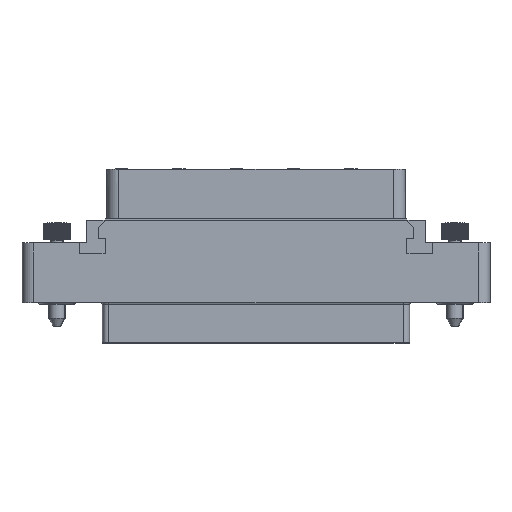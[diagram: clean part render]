
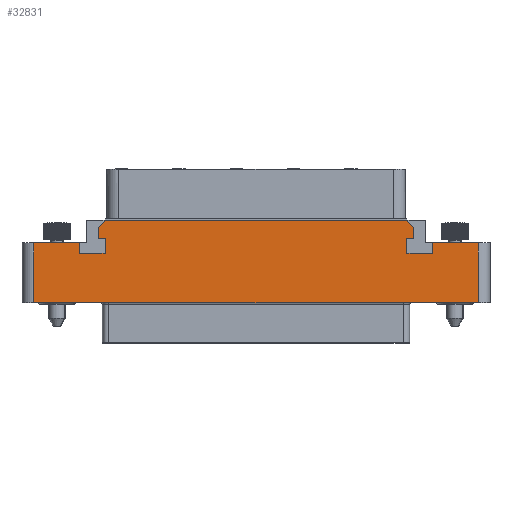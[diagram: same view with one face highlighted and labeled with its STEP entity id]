
A CAD part, top view. The second image highlights one B-rep face of the part: STEP entity #32831.
In plain terms, the highlighted planar face has unit normal (0, 0, 1).
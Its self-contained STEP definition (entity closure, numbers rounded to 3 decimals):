
#3540=DIRECTION('',(0.,-1.,0.));
#3541=VECTOR('',#3540,1.8);
#3542=CARTESIAN_POINT('',(-30.2,10.2,7.));
#3543=LINE('',#3542,#3541);
#3544=DIRECTION('',(1.,0.,0.));
#3545=VECTOR('',#3544,4.4);
#3546=CARTESIAN_POINT('',(-30.2,8.4,7.));
#3547=LINE('',#3546,#3545);
#3548=DIRECTION('',(0.,1.,0.));
#3549=VECTOR('',#3548,2.6);
#3550=CARTESIAN_POINT('',(-25.8,8.4,7.));
#3551=LINE('',#3550,#3549);
#3552=DIRECTION('',(-1.,0.,0.));
#3553=VECTOR('',#3552,1.2);
#3554=CARTESIAN_POINT('',(-25.8,11.,7.));
#3555=LINE('',#3554,#3553);
#3556=DIRECTION('',(0.,1.,0.));
#3557=VECTOR('',#3556,1.9);
#3558=CARTESIAN_POINT('',(-27.,11.,7.));
#3559=LINE('',#3558,#3557);
#3560=DIRECTION('',(0.707,0.707,0.));
#3561=VECTOR('',#3560,1.697);
#3562=CARTESIAN_POINT('',(-27.,12.9,7.));
#3563=LINE('',#3562,#3561);
#3564=DIRECTION('',(1.,0.,0.));
#3565=VECTOR('',#3564,51.6);
#3566=CARTESIAN_POINT('',(-25.8,14.1,7.));
#3567=LINE('',#3566,#3565);
#3568=DIRECTION('',(-0.707,0.707,0.));
#3569=VECTOR('',#3568,1.697);
#3570=CARTESIAN_POINT('',(27.,12.9,7.));
#3571=LINE('',#3570,#3569);
#3572=DIRECTION('',(0.,1.,0.));
#3573=VECTOR('',#3572,1.9);
#3574=CARTESIAN_POINT('',(27.,11.,7.));
#3575=LINE('',#3574,#3573);
#3576=DIRECTION('',(1.,0.,0.));
#3577=VECTOR('',#3576,1.2);
#3578=CARTESIAN_POINT('',(25.8,11.,7.));
#3579=LINE('',#3578,#3577);
#3580=DIRECTION('',(0.,1.,0.));
#3581=VECTOR('',#3580,2.6);
#3582=CARTESIAN_POINT('',(25.8,8.4,7.));
#3583=LINE('',#3582,#3581);
#3584=DIRECTION('',(-1.,0.,0.));
#3585=VECTOR('',#3584,4.4);
#3586=CARTESIAN_POINT('',(30.2,8.4,7.));
#3587=LINE('',#3586,#3585);
#3588=DIRECTION('',(0.,-1.,0.));
#3589=VECTOR('',#3588,1.8);
#3590=CARTESIAN_POINT('',(30.2,10.2,7.));
#3591=LINE('',#3590,#3589);
#3592=DIRECTION('',(1.,0.,0.));
#3593=VECTOR('',#3592,7.8);
#3594=CARTESIAN_POINT('',(30.2,10.2,7.));
#3595=LINE('',#3594,#3593);
#3596=DIRECTION('',(-1.,0.,0.));
#3597=VECTOR('',#3596,76.);
#3598=CARTESIAN_POINT('',(38.,0.,7.));
#3599=LINE('',#3598,#3597);
#3600=DIRECTION('',(1.,0.,0.));
#3601=VECTOR('',#3600,7.8);
#3602=CARTESIAN_POINT('',(-38.,10.2,7.));
#3603=LINE('',#3602,#3601);
#4136=DIRECTION('',(0.,-1.,0.));
#4137=VECTOR('',#4136,10.2);
#4138=CARTESIAN_POINT('',(-38.,10.2,7.));
#4139=LINE('',#4138,#4137);
#4232=DIRECTION('',(0.,1.,0.));
#4233=VECTOR('',#4232,10.2);
#4234=CARTESIAN_POINT('',(38.,0.,7.));
#4235=LINE('',#4234,#4233);
#25106=CARTESIAN_POINT('',(38.,0.,7.));
#25107=CARTESIAN_POINT('',(38.,10.2,7.));
#25108=VERTEX_POINT('',#25106);
#25109=VERTEX_POINT('',#25107);
#25114=CARTESIAN_POINT('',(-38.,10.2,7.));
#25115=CARTESIAN_POINT('',(-38.,0.,7.));
#25116=VERTEX_POINT('',#25114);
#25117=VERTEX_POINT('',#25115);
#26956=CARTESIAN_POINT('',(30.2,10.2,7.));
#26957=CARTESIAN_POINT('',(30.2,8.4,7.));
#26958=VERTEX_POINT('',#26956);
#26959=VERTEX_POINT('',#26957);
#26960=CARTESIAN_POINT('',(25.8,8.4,7.));
#26961=VERTEX_POINT('',#26960);
#26962=CARTESIAN_POINT('',(25.8,11.,7.));
#26963=VERTEX_POINT('',#26962);
#26964=CARTESIAN_POINT('',(27.,11.,7.));
#26965=VERTEX_POINT('',#26964);
#26966=CARTESIAN_POINT('',(27.,12.9,7.));
#26967=VERTEX_POINT('',#26966);
#26968=CARTESIAN_POINT('',(25.8,14.1,7.));
#26969=VERTEX_POINT('',#26968);
#26986=CARTESIAN_POINT('',(-30.2,10.2,7.));
#26987=CARTESIAN_POINT('',(-30.2,8.4,7.));
#26988=VERTEX_POINT('',#26986);
#26989=VERTEX_POINT('',#26987);
#26990=CARTESIAN_POINT('',(-25.8,8.4,7.));
#26991=VERTEX_POINT('',#26990);
#26992=CARTESIAN_POINT('',(-25.8,11.,7.));
#26993=VERTEX_POINT('',#26992);
#26994=CARTESIAN_POINT('',(-27.,11.,7.));
#26995=VERTEX_POINT('',#26994);
#26996=CARTESIAN_POINT('',(-27.,12.9,7.));
#26997=VERTEX_POINT('',#26996);
#26998=CARTESIAN_POINT('',(-25.8,14.1,7.));
#26999=VERTEX_POINT('',#26998);
#32791=CARTESIAN_POINT('',(0.,0.,7.));
#32792=DIRECTION('',(0.,0.,-1.));
#32793=DIRECTION('',(-1.,0.,0.));
#32794=AXIS2_PLACEMENT_3D('',#32791,#32792,#32793);
#32795=PLANE('',#32794);
#32797=ORIENTED_EDGE('',*,*,#32796,.T.);
#32799=ORIENTED_EDGE('',*,*,#32798,.T.);
#32801=ORIENTED_EDGE('',*,*,#32800,.T.);
#32803=ORIENTED_EDGE('',*,*,#32802,.T.);
#32805=ORIENTED_EDGE('',*,*,#32804,.T.);
#32806=ORIENTED_EDGE('',*,*,#32757,.T.);
#32807=ORIENTED_EDGE('',*,*,#32773,.T.);
#32808=ORIENTED_EDGE('',*,*,#32536,.F.);
#32810=ORIENTED_EDGE('',*,*,#32809,.F.);
#32812=ORIENTED_EDGE('',*,*,#32811,.F.);
#32814=ORIENTED_EDGE('',*,*,#32813,.F.);
#32816=ORIENTED_EDGE('',*,*,#32815,.F.);
#32818=ORIENTED_EDGE('',*,*,#32817,.F.);
#32820=ORIENTED_EDGE('',*,*,#32819,.T.);
#32822=ORIENTED_EDGE('',*,*,#32821,.F.);
#32824=ORIENTED_EDGE('',*,*,#32823,.T.);
#32826=ORIENTED_EDGE('',*,*,#32825,.F.);
#32828=ORIENTED_EDGE('',*,*,#32827,.T.);
#32829=EDGE_LOOP('',(#32797,#32799,#32801,#32803,#32805,#32806,#32807,#32808,
#32810,#32812,#32814,#32816,#32818,#32820,#32822,#32824,#32826,#32828));
#32830=FACE_OUTER_BOUND('',#32829,.F.);
#32831=ADVANCED_FACE('',(#32830),#32795,.F.);
#32536=EDGE_CURVE('',#26967,#26969,#3571,.T.);
#32757=EDGE_CURVE('',#26997,#26999,#3563,.T.);
#32773=EDGE_CURVE('',#26999,#26969,#3567,.T.);
#32796=EDGE_CURVE('',#26988,#26989,#3543,.T.);
#32798=EDGE_CURVE('',#26989,#26991,#3547,.T.);
#32800=EDGE_CURVE('',#26991,#26993,#3551,.T.);
#32802=EDGE_CURVE('',#26993,#26995,#3555,.T.);
#32804=EDGE_CURVE('',#26995,#26997,#3559,.T.);
#32809=EDGE_CURVE('',#26965,#26967,#3575,.T.);
#32811=EDGE_CURVE('',#26963,#26965,#3579,.T.);
#32813=EDGE_CURVE('',#26961,#26963,#3583,.T.);
#32815=EDGE_CURVE('',#26959,#26961,#3587,.T.);
#32817=EDGE_CURVE('',#26958,#26959,#3591,.T.);
#32819=EDGE_CURVE('',#26958,#25109,#3595,.T.);
#32821=EDGE_CURVE('',#25108,#25109,#4235,.T.);
#32823=EDGE_CURVE('',#25108,#25117,#3599,.T.);
#32825=EDGE_CURVE('',#25116,#25117,#4139,.T.);
#32827=EDGE_CURVE('',#25116,#26988,#3603,.T.);
